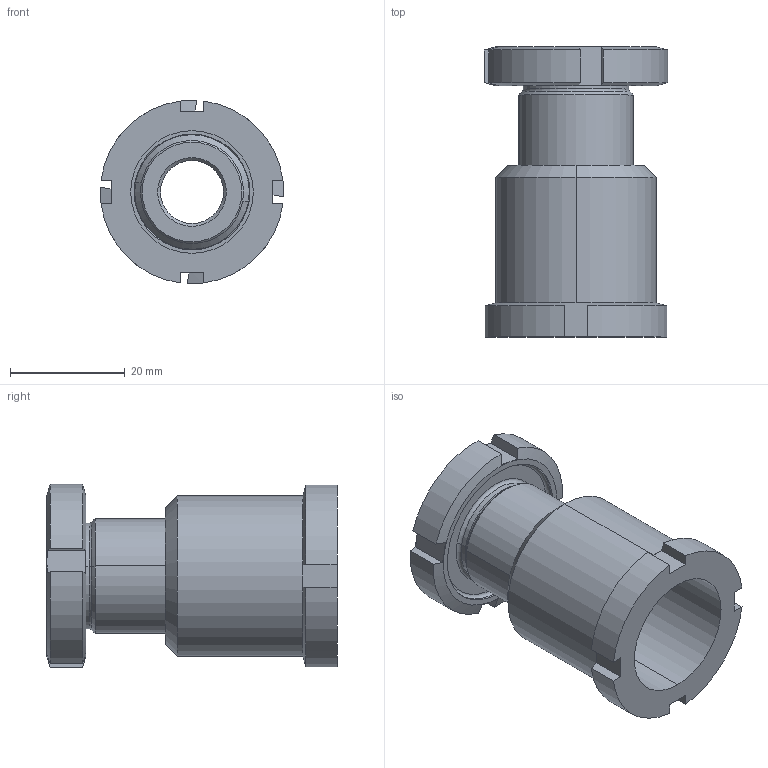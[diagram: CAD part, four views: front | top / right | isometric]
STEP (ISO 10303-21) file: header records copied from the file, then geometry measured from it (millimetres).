
FILE_DESCRIPTION (( 'STEP AP214' ), '1' );
FILE_NAME ('HVS 20-11 0 A1.STEP', '2015-08-18T14:40:41', ( '' ), ( '' ), 'SwSTEP 2.0', 'SolidWorks 2015', '' );
FILE_SCHEMA (( 'AUTOMOTIVE_DESIGN' ));
Length unit declared in the file: millimetre
Products named in the file (3): HVS 20-11 1-0 A1; HVS 20 2-0 A1; HVS 20-11 0 A1
Assembly tree (2 placements, depth 2):
  HVS 20-11 0 A1
    HVS 20 2-0 A1
    HVS 20-11 1-0 A1
Bounding box: 31.96 x 50.65 x 31.96 mm (x, y, z)
Volume: 19087.9 mm3; surface area: 10682.3 mm2
Topology: 2 solids, 2 shells, 95 faces, 218 edges, 130 vertices
Faces by surface type: plane 31, cone 30, cylinder 24, torus 10
Entity records: 2938 total; most frequent: CARTESIAN_POINT 664, DIRECTION 462, ORIENTED_EDGE 436, EDGE_CURVE 218, AXIS2_PLACEMENT_3D 192, VERTEX_POINT 130, EDGE_LOOP 102, ADVANCED_FACE 95
